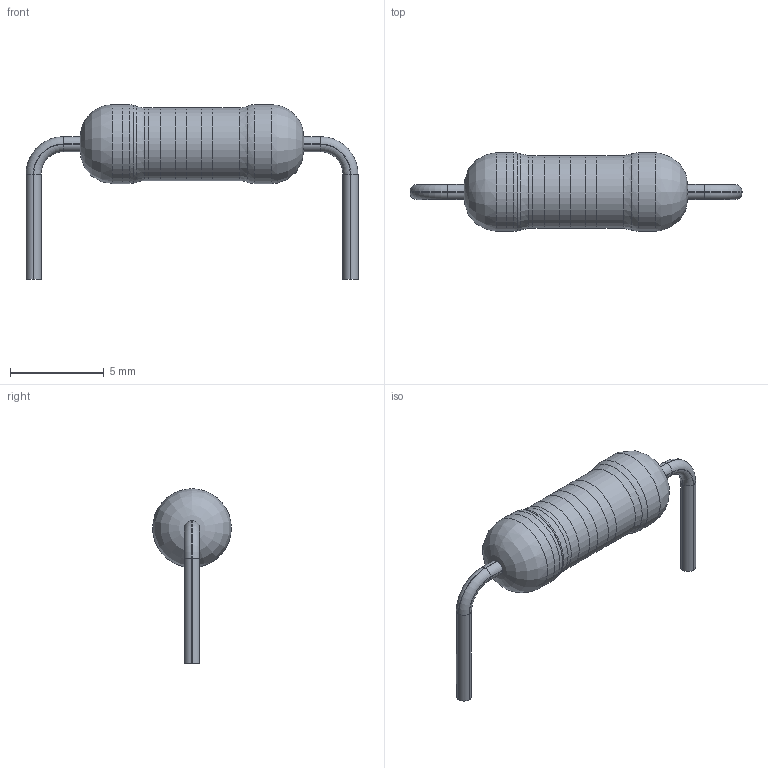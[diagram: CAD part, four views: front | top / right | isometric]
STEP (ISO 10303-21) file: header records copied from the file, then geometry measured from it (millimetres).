
FILE_DESCRIPTION(('FreeCAD Model'),'2;1');
FILE_NAME('axial_resistor_L11.9_D4.2_PinD0.8_Pitch16.9_light_blue.step', '2020-04-30T14:23:34',('Author'),(''), 'Open CASCADE STEP processor 7.3','FreeCAD','Unknown');
FILE_SCHEMA(('AUTOMOTIVE_DESIGN { 1 0 10303 214 1 1 1 1 }'));
Length unit declared in the file: millimetre
Products named in the file (10): Pin; Stripe_red; Body_000; Body_002; Body_003; Body_001; Stripe_blue; Stripe_yellow; Stripe_green; Body_004
Bounding box: 17.7 x 4.2 x 9.3 mm (x, y, z)
Volume: 148.7 mm3; surface area: 401.7 mm2
Topology: 11 solids, 11 shells, 83 faces, 159 edges, 98 vertices
Faces by surface type: plane 38, cylinder 30, torus 8, revolution 7
Full cylindrical faces by diameter (mm): 3.879 x7, 4.2 x3
Entity records: 5677 total; most frequent: CARTESIAN_POINT 1754, DIRECTION 678, LINE 320, VECTOR 320, ORIENTED_EDGE 318, PCURVE 318, DEFINITIONAL_REPRESENTATION 318, AXIS2_PLACEMENT_3D 163
